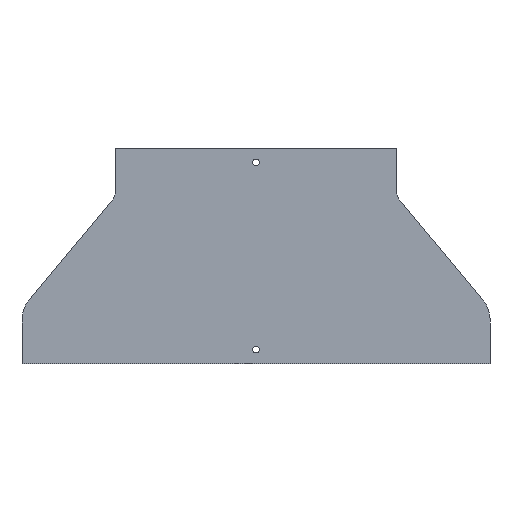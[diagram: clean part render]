
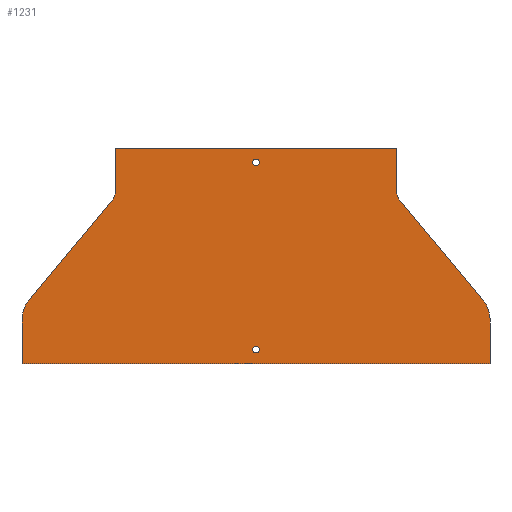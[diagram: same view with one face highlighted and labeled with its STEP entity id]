
A CAD part, front view. The second image highlights one B-rep face of the part: STEP entity #1231.
In plain terms, the highlighted planar face has unit normal (0, -1, 0).
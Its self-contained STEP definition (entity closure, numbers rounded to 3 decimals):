
#99 = EDGE_CURVE ( 'NONE', #806, #806, #983, .T. ) ;
#105 = EDGE_CURVE ( 'NONE', #809, #809, #993, .T. ) ;
#107 = EDGE_CURVE ( 'NONE', #449, #522, #988, .T. ) ;
#110 = EDGE_CURVE ( 'NONE', #447, #449, #997, .T. ) ;
#113 = EDGE_CURVE ( 'NONE', #453, #447, #1002, .T. ) ;
#116 = EDGE_CURVE ( 'NONE', #461, #453, #1007, .T. ) ;
#130 = EDGE_CURVE ( 'NONE', #467, #461, #1031, .T. ) ;
#133 = EDGE_CURVE ( 'NONE', #480, #467, #1037, .T. ) ;
#166 = EDGE_CURVE ( 'NONE', #499, #503, #1087, .T. ) ;
#167 = EDGE_CURVE ( 'NONE', #503, #496, #1093, .T. ) ;
#171 = EDGE_CURVE ( 'NONE', #486, #480, #1100, .T. ) ;
#174 = EDGE_CURVE ( 'NONE', #477, #486, #1105, .T. ) ;
#181 = EDGE_CURVE ( 'NONE', #496, #477, #1117, .T. ) ;
#184 = EDGE_CURVE ( 'NONE', #522, #499, #1121, .T. ) ;
#222 = ORIENTED_EDGE ( 'NONE', *, *, #113, .F. ) ;
#223 = ORIENTED_EDGE ( 'NONE', *, *, #110, .F. ) ;
#224 = ORIENTED_EDGE ( 'NONE', *, *, #107, .F. ) ;
#225 = ORIENTED_EDGE ( 'NONE', *, *, #184, .F. ) ;
#226 = ORIENTED_EDGE ( 'NONE', *, *, #166, .F. ) ;
#227 = ORIENTED_EDGE ( 'NONE', *, *, #167, .F. ) ;
#228 = ORIENTED_EDGE ( 'NONE', *, *, #181, .F. ) ;
#229 = ORIENTED_EDGE ( 'NONE', *, *, #174, .F. ) ;
#230 = ORIENTED_EDGE ( 'NONE', *, *, #171, .F. ) ;
#231 = ORIENTED_EDGE ( 'NONE', *, *, #133, .F. ) ;
#232 = ORIENTED_EDGE ( 'NONE', *, *, #130, .F. ) ;
#233 = ORIENTED_EDGE ( 'NONE', *, *, #116, .F. ) ;
#234 = ORIENTED_EDGE ( 'NONE', *, *, #99, .F. ) ;
#235 = ORIENTED_EDGE ( 'NONE', *, *, #105, .F. ) ;
#447 = VERTEX_POINT ( 'NONE', #1306 ) ;
#449 = VERTEX_POINT ( 'NONE', #1308 ) ;
#453 = VERTEX_POINT ( 'NONE', #1312 ) ;
#461 = VERTEX_POINT ( 'NONE', #1320 ) ;
#467 = VERTEX_POINT ( 'NONE', #1326 ) ;
#477 = VERTEX_POINT ( 'NONE', #1336 ) ;
#480 = VERTEX_POINT ( 'NONE', #1339 ) ;
#486 = VERTEX_POINT ( 'NONE', #1345 ) ;
#496 = VERTEX_POINT ( 'NONE', #1355 ) ;
#499 = VERTEX_POINT ( 'NONE', #1358 ) ;
#503 = VERTEX_POINT ( 'NONE', #1362 ) ;
#522 = VERTEX_POINT ( 'NONE', #1381 ) ;
#641 = EDGE_LOOP ( 'NONE', ( #235 ) ) ;
#673 = EDGE_LOOP ( 'NONE', ( #233, #232, #231, #230, #229, #228, #227, #226, #225, #224, #223, #222 ) ) ;
#677 = EDGE_LOOP ( 'NONE', ( #234 ) ) ;
#806 = VERTEX_POINT ( 'NONE', #889 ) ;
#809 = VERTEX_POINT ( 'NONE', #885 ) ;
#885 = CARTESIAN_POINT ( 'NONE',  ( 0., 0., -218.5 ) ) ;
#889 = CARTESIAN_POINT ( 'NONE',  ( 0., 0., -18.5 ) ) ;
#983 = CIRCLE ( 'NONE', #1580, 3.5 ) ;
#988 = CIRCLE ( 'NONE', #1586, 20. ) ;
#993 = CIRCLE ( 'NONE', #1584, 3.5 ) ;
#997 = LINE ( 'NONE', #1772, #1000 ) ;
#1000 = VECTOR ( 'NONE', #1773, 1000. ) ;
#1002 = CIRCLE ( 'NONE', #1588, 30. ) ;
#1007 = LINE ( 'NONE', #1787, #1010 ) ;
#1010 = VECTOR ( 'NONE', #1788, 1000. ) ;
#1031 = LINE ( 'NONE', #1819, #1034 ) ;
#1034 = VECTOR ( 'NONE', #1820, 1000. ) ;
#1037 = LINE ( 'NONE', #1825, #1040 ) ;
#1040 = VECTOR ( 'NONE', #1826, 1000. ) ;
#1087 = LINE ( 'NONE', #1894, #1094 ) ;
#1093 = LINE ( 'NONE', #1903, #1096 ) ;
#1094 = VECTOR ( 'NONE', #1902, 1000. ) ;
#1096 = VECTOR ( 'NONE', #1904, 1000. ) ;
#1100 = CIRCLE ( 'NONE', #1606, 30. ) ;
#1105 = LINE ( 'NONE', #1921, #1108 ) ;
#1108 = VECTOR ( 'NONE', #1922, 1000. ) ;
#1117 = CIRCLE ( 'NONE', #1610, 20. ) ;
#1121 = LINE ( 'NONE', #1945, #1124 ) ;
#1124 = VECTOR ( 'NONE', #1946, 1000. ) ;
#1172 = FACE_BOUND ( 'NONE', #641, .T. ) ;
#1176 = FACE_OUTER_BOUND ( 'NONE', #673, .T. ) ;
#1178 = FACE_BOUND ( 'NONE', #677, .T. ) ;
#1231 = ADVANCED_FACE ( 'NONE', ( #1172, #1178, #1176 ), #1468, .F. ) ;
#1306 = CARTESIAN_POINT ( 'NONE',  ( -243.047, 0., -163.035 ) ) ;
#1308 = CARTESIAN_POINT ( 'NONE',  ( -154.636, 0., -56.942 ) ) ;
#1312 = CARTESIAN_POINT ( 'NONE',  ( -250., 0., -182.241 ) ) ;
#1320 = CARTESIAN_POINT ( 'NONE',  ( -250., 0., -230. ) ) ;
#1326 = CARTESIAN_POINT ( 'NONE',  ( 250., 0., -230. ) ) ;
#1336 = CARTESIAN_POINT ( 'NONE',  ( 154.636, 0., -56.942 ) ) ;
#1339 = CARTESIAN_POINT ( 'NONE',  ( 250., 0., -182.241 ) ) ;
#1345 = CARTESIAN_POINT ( 'NONE',  ( 243.047, 0., -163.035 ) ) ;
#1355 = CARTESIAN_POINT ( 'NONE',  ( 150., 0., -44.139 ) ) ;
#1358 = CARTESIAN_POINT ( 'NONE',  ( -150., 0., 0. ) ) ;
#1362 = CARTESIAN_POINT ( 'NONE',  ( 150., 0., 0. ) ) ;
#1381 = CARTESIAN_POINT ( 'NONE',  ( -150., 0., -44.139 ) ) ;
#1459 = DIRECTION ( 'NONE',  ( 0., 1., 0. ) ) ;
#1466 = CARTESIAN_POINT ( 'NONE',  ( -170., 0., -44.139 ) ) ;
#1468 = PLANE ( 'NONE',  #1632 ) ;
#1470 = DIRECTION ( 'NONE',  ( 0., 0., 1. ) ) ;
#1580 = AXIS2_PLACEMENT_3D ( 'NONE', #1743, #1744, #1745 ) ;
#1584 = AXIS2_PLACEMENT_3D ( 'NONE', #1760, #1761, #1762 ) ;
#1586 = AXIS2_PLACEMENT_3D ( 'NONE', #1767, #1768, #1769 ) ;
#1588 = AXIS2_PLACEMENT_3D ( 'NONE', #1782, #1783, #1784 ) ;
#1606 = AXIS2_PLACEMENT_3D ( 'NONE', #1916, #1917, #1918 ) ;
#1610 = AXIS2_PLACEMENT_3D ( 'NONE', #1940, #1941, #1942 ) ;
#1632 = AXIS2_PLACEMENT_3D ( 'NONE', #1466, #1459, #1470 ) ;
#1743 = CARTESIAN_POINT ( 'NONE',  ( 0., 0., -15. ) ) ;
#1744 = DIRECTION ( 'NONE',  ( 0., -1., 0. ) ) ;
#1745 = DIRECTION ( 'NONE',  ( 0., 0., -1. ) ) ;
#1760 = CARTESIAN_POINT ( 'NONE',  ( 0., 0., -215. ) ) ;
#1761 = DIRECTION ( 'NONE',  ( 0., -1., 0. ) ) ;
#1762 = DIRECTION ( 'NONE',  ( 0., 0., -1. ) ) ;
#1767 = CARTESIAN_POINT ( 'NONE',  ( -170., 0., -44.139 ) ) ;
#1768 = DIRECTION ( 'NONE',  ( 0., -1., 0. ) ) ;
#1769 = DIRECTION ( 'NONE',  ( 0., 0., 1. ) ) ;
#1772 = CARTESIAN_POINT ( 'NONE',  ( -154.636, 0., -56.942 ) ) ;
#1773 = DIRECTION ( 'NONE',  ( 0.64, 0., 0.768 ) ) ;
#1782 = CARTESIAN_POINT ( 'NONE',  ( -220., 0., -182.241 ) ) ;
#1783 = DIRECTION ( 'NONE',  ( 0., 1., 0. ) ) ;
#1784 = DIRECTION ( 'NONE',  ( 0., 0., 1. ) ) ;
#1787 = CARTESIAN_POINT ( 'NONE',  ( -250., 0., -182.241 ) ) ;
#1788 = DIRECTION ( 'NONE',  ( 0., 0., 1. ) ) ;
#1819 = CARTESIAN_POINT ( 'NONE',  ( -250., 0., -230. ) ) ;
#1820 = DIRECTION ( 'NONE',  ( -1., 0., 0. ) ) ;
#1825 = CARTESIAN_POINT ( 'NONE',  ( 250., 0., -182.241 ) ) ;
#1826 = DIRECTION ( 'NONE',  ( 0., 0., -1. ) ) ;
#1894 = CARTESIAN_POINT ( 'NONE',  ( -150., 0., 0. ) ) ;
#1902 = DIRECTION ( 'NONE',  ( 1., 0., 0. ) ) ;
#1903 = CARTESIAN_POINT ( 'NONE',  ( 150., 0., 0. ) ) ;
#1904 = DIRECTION ( 'NONE',  ( 0., 0., -1. ) ) ;
#1916 = CARTESIAN_POINT ( 'NONE',  ( 220., 0., -182.241 ) ) ;
#1917 = DIRECTION ( 'NONE',  ( 0., 1., 0. ) ) ;
#1918 = DIRECTION ( 'NONE',  ( 0., 0., -1. ) ) ;
#1921 = CARTESIAN_POINT ( 'NONE',  ( 154.636, 0., -56.942 ) ) ;
#1922 = DIRECTION ( 'NONE',  ( 0.64, 0., -0.768 ) ) ;
#1940 = CARTESIAN_POINT ( 'NONE',  ( 170., 0., -44.139 ) ) ;
#1941 = DIRECTION ( 'NONE',  ( 0., -1., 0. ) ) ;
#1942 = DIRECTION ( 'NONE',  ( 0., 0., -1. ) ) ;
#1945 = CARTESIAN_POINT ( 'NONE',  ( -150., 0., 0. ) ) ;
#1946 = DIRECTION ( 'NONE',  ( 0., 0., 1. ) ) ;
